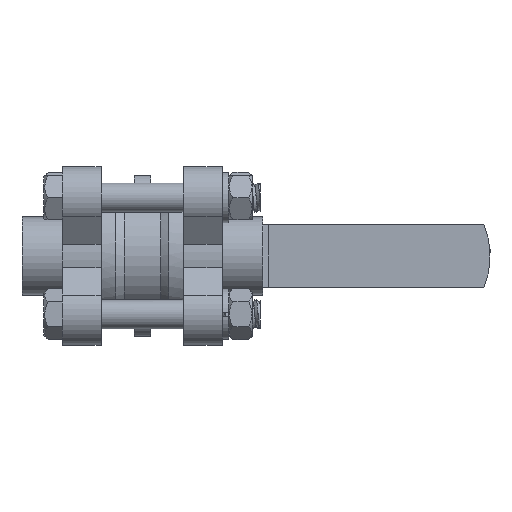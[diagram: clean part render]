
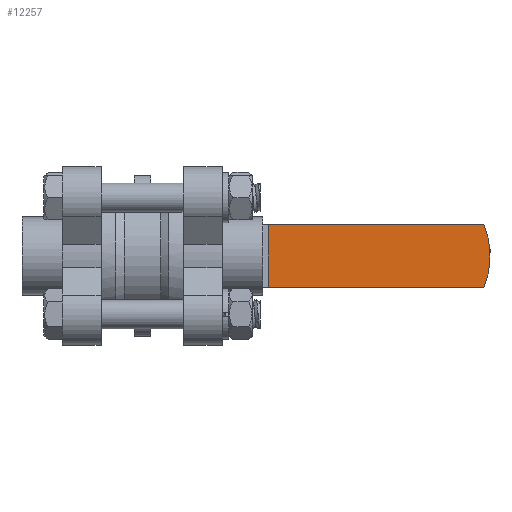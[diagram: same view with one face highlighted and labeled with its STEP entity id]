
A CAD part, front view. The second image highlights one B-rep face of the part: STEP entity #12257.
In plain terms, the highlighted planar face has unit normal (0, -1, 0).
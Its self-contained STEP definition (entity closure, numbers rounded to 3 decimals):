
#1091=CIRCLE('',#12847,21.);
#2958=ORIENTED_EDGE('',*,*,#5098,.T.);
#2959=ORIENTED_EDGE('',*,*,#5099,.T.);
#2960=ORIENTED_EDGE('',*,*,#5070,.F.);
#2961=ORIENTED_EDGE('',*,*,#5100,.F.);
#5070=EDGE_CURVE('',#6352,#6353,#6961,.T.);
#5098=EDGE_CURVE('',#6376,#6377,#6981,.T.);
#5099=EDGE_CURVE('',#6377,#6353,#1091,.T.);
#5100=EDGE_CURVE('',#6376,#6352,#6982,.T.);
#6352=VERTEX_POINT('',#39937);
#6353=VERTEX_POINT('',#39939);
#6376=VERTEX_POINT('',#40003);
#6377=VERTEX_POINT('',#40004);
#6961=LINE('',#39938,#7459);
#6981=LINE('',#40002,#7479);
#6982=LINE('',#40006,#7480);
#7459=VECTOR('',#14139,1000.);
#7479=VECTOR('',#14185,1000.);
#7480=VECTOR('',#14188,1000.);
#7998=EDGE_LOOP('',(#2958,#2959,#2960,#2961));
#8523=FACE_BOUND('',#7998,.T.);
#8881=PLANE('',#12846);
#12257=ADVANCED_FACE('',(#8523),#8881,.T.);
#12846=AXIS2_PLACEMENT_3D('',#40001,#14183,#14184);
#12847=AXIS2_PLACEMENT_3D('',#40005,#14186,#14187);
#14139=DIRECTION('',(1.,0.,0.));
#14183=DIRECTION('',(0.,-1.,0.));
#14184=DIRECTION('',(1.,0.,0.));
#14185=DIRECTION('',(1.,0.,0.));
#14186=DIRECTION('',(0.,-1.,0.));
#14187=DIRECTION('',(1.,0.,0.));
#14188=DIRECTION('',(0.,0.,1.));
#39937=CARTESIAN_POINT('',(34.396,108.,8.5));
#39938=CARTESIAN_POINT('',(34.396,108.,8.5));
#39939=CARTESIAN_POINT('',(93.203,108.,8.5));
#40001=CARTESIAN_POINT('',(34.396,108.,-8.5));
#40002=CARTESIAN_POINT('',(34.396,108.,-8.5));
#40003=CARTESIAN_POINT('',(34.396,108.,-8.5));
#40004=CARTESIAN_POINT('',(93.203,108.,-8.5));
#40005=CARTESIAN_POINT('',(74.,108.,0.));
#40006=CARTESIAN_POINT('',(34.396,108.,-8.5));
